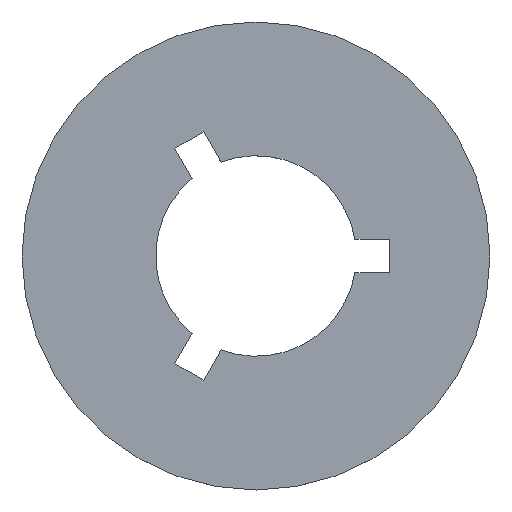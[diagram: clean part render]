
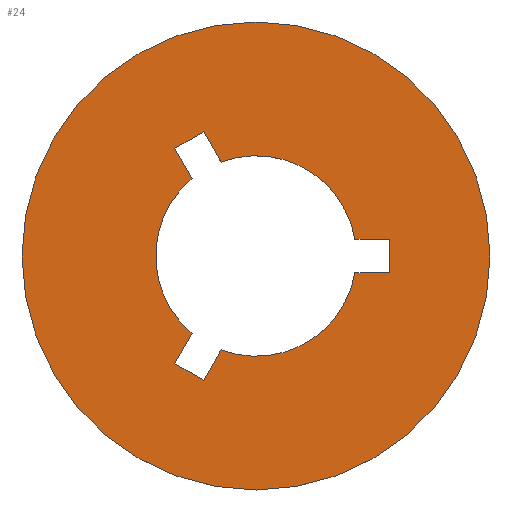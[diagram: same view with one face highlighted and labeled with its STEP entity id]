
A CAD part, top view. The second image highlights one B-rep face of the part: STEP entity #24.
In plain terms, the highlighted planar face has unit normal (0, 0, 1).
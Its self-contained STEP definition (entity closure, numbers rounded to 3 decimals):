
#24=ADVANCED_FACE('',(#56,#40),#160,.T.);
#40=FACE_OUTER_BOUND('',#59,.F.);
#56=FACE_BOUND('',#58,.F.);
#58=EDGE_LOOP('',(#76,#77,#78,#79,#80,#81,#82,#83,#84,#85,#86,#87));
#59=EDGE_LOOP('',(#88,#89));
#76=ORIENTED_EDGE('',*,*,#189,.T.);
#77=ORIENTED_EDGE('',*,*,#200,.T.);
#78=ORIENTED_EDGE('',*,*,#199,.T.);
#79=ORIENTED_EDGE('',*,*,#198,.T.);
#80=ORIENTED_EDGE('',*,*,#197,.T.);
#81=ORIENTED_EDGE('',*,*,#196,.T.);
#82=ORIENTED_EDGE('',*,*,#195,.T.);
#83=ORIENTED_EDGE('',*,*,#194,.T.);
#84=ORIENTED_EDGE('',*,*,#193,.T.);
#85=ORIENTED_EDGE('',*,*,#192,.T.);
#86=ORIENTED_EDGE('',*,*,#191,.T.);
#87=ORIENTED_EDGE('',*,*,#190,.T.);
#88=ORIENTED_EDGE('',*,*,#202,.F.);
#89=ORIENTED_EDGE('',*,*,#201,.F.);
#160=PLANE('',#362);
#179=CIRCLE('',#352,9.);
#180=CIRCLE('',#353,9.);
#181=CIRCLE('',#354,9.);
#182=CIRCLE('',#355,21.);
#183=CIRCLE('',#356,21.);
#189=EDGE_CURVE('',#322,#321,#231,.T.);
#190=EDGE_CURVE('',#320,#322,#232,.T.);
#191=EDGE_CURVE('',#319,#320,#233,.T.);
#192=EDGE_CURVE('',#318,#319,#179,.T.);
#193=EDGE_CURVE('',#317,#318,#234,.T.);
#194=EDGE_CURVE('',#316,#317,#235,.T.);
#195=EDGE_CURVE('',#315,#316,#236,.T.);
#196=EDGE_CURVE('',#314,#315,#180,.T.);
#197=EDGE_CURVE('',#313,#314,#237,.T.);
#198=EDGE_CURVE('',#312,#313,#238,.T.);
#199=EDGE_CURVE('',#311,#312,#239,.T.);
#200=EDGE_CURVE('',#321,#311,#181,.T.);
#201=EDGE_CURVE('',#310,#309,#182,.T.);
#202=EDGE_CURVE('',#309,#310,#183,.T.);
#231=LINE('',#502,#263);
#232=LINE('',#503,#264);
#233=LINE('',#504,#265);
#234=LINE('',#506,#266);
#235=LINE('',#507,#267);
#236=LINE('',#508,#268);
#237=LINE('',#510,#269);
#238=LINE('',#511,#270);
#239=LINE('',#512,#271);
#263=VECTOR('',#384,3.126);
#264=VECTOR('',#385,3.);
#265=VECTOR('',#386,3.126);
#266=VECTOR('',#389,3.126);
#267=VECTOR('',#390,3.);
#268=VECTOR('',#391,3.126);
#269=VECTOR('',#394,3.126);
#270=VECTOR('',#395,3.);
#271=VECTOR('',#396,3.126);
#309=VERTEX_POINT('',#488);
#310=VERTEX_POINT('',#489);
#311=VERTEX_POINT('',#490);
#312=VERTEX_POINT('',#491);
#313=VERTEX_POINT('',#492);
#314=VERTEX_POINT('',#493);
#315=VERTEX_POINT('',#494);
#316=VERTEX_POINT('',#495);
#317=VERTEX_POINT('',#496);
#318=VERTEX_POINT('',#497);
#319=VERTEX_POINT('',#498);
#320=VERTEX_POINT('',#499);
#321=VERTEX_POINT('',#500);
#322=VERTEX_POINT('',#501);
#352=AXIS2_PLACEMENT_3D('',#505,#387,#388);
#353=AXIS2_PLACEMENT_3D('',#509,#392,#393);
#354=AXIS2_PLACEMENT_3D('',#513,#397,#398);
#355=AXIS2_PLACEMENT_3D('',#514,#399,#400);
#356=AXIS2_PLACEMENT_3D('',#515,#401,#402);
#362=AXIS2_PLACEMENT_3D('',#544,#436,#437);
#384=DIRECTION('',(0.5,0.866,0.));
#385=DIRECTION('',(0.866,-0.5,0.));
#386=DIRECTION('',(-0.5,-0.866,0.));
#387=DIRECTION('',(0.,0.,1.));
#388=DIRECTION('',(-0.637,0.771,0.));
#389=DIRECTION('',(0.5,-0.866,0.));
#390=DIRECTION('',(-0.866,-0.5,0.));
#391=DIRECTION('',(-0.5,0.866,0.));
#392=DIRECTION('',(0.,0.,1.));
#393=DIRECTION('',(0.986,0.167,0.));
#394=DIRECTION('',(-1.,0.,0.));
#395=DIRECTION('',(0.,1.,0.));
#396=DIRECTION('',(1.,0.,0.));
#397=DIRECTION('',(0.,0.,1.));
#398=DIRECTION('',(-0.349,-0.937,0.));
#399=DIRECTION('',(0.,0.,1.));
#400=DIRECTION('',(-1.,0.,0.));
#401=DIRECTION('',(0.,0.,1.));
#402=DIRECTION('',(1.,0.,0.));
#436=DIRECTION('',(0.,0.,1.));
#437=DIRECTION('',(1.,0.,0.));
#488=CARTESIAN_POINT('',(21.,0.,0.5));
#489=CARTESIAN_POINT('',(-21.,0.,0.5));
#490=CARTESIAN_POINT('',(8.874,-1.5,0.5));
#491=CARTESIAN_POINT('',(12.,-1.5,0.5));
#492=CARTESIAN_POINT('',(12.,1.5,0.5));
#493=CARTESIAN_POINT('',(8.874,1.5,0.5));
#494=CARTESIAN_POINT('',(-3.138,8.435,0.5));
#495=CARTESIAN_POINT('',(-4.701,11.142,0.5));
#496=CARTESIAN_POINT('',(-7.299,9.642,0.5));
#497=CARTESIAN_POINT('',(-5.736,6.935,0.5));
#498=CARTESIAN_POINT('',(-5.736,-6.935,0.5));
#499=CARTESIAN_POINT('',(-7.299,-9.642,0.5));
#500=CARTESIAN_POINT('',(-3.138,-8.435,0.5));
#501=CARTESIAN_POINT('',(-4.701,-11.142,0.5));
#502=CARTESIAN_POINT('',(-4.701,-11.142,0.5));
#503=CARTESIAN_POINT('',(-7.299,-9.642,0.5));
#504=CARTESIAN_POINT('',(-5.736,-6.935,0.5));
#505=CARTESIAN_POINT('',(0.,0.,0.5));
#506=CARTESIAN_POINT('',(-7.299,9.642,0.5));
#507=CARTESIAN_POINT('',(-4.701,11.142,0.5));
#508=CARTESIAN_POINT('',(-3.138,8.435,0.5));
#509=CARTESIAN_POINT('',(0.,0.,0.5));
#510=CARTESIAN_POINT('',(12.,1.5,0.5));
#511=CARTESIAN_POINT('',(12.,-1.5,0.5));
#512=CARTESIAN_POINT('',(8.874,-1.5,0.5));
#513=CARTESIAN_POINT('',(0.,0.,0.5));
#514=CARTESIAN_POINT('',(0.,0.,0.5));
#515=CARTESIAN_POINT('',(0.,0.,0.5));
#544=CARTESIAN_POINT('',(-21.447,-21.421,0.5));
